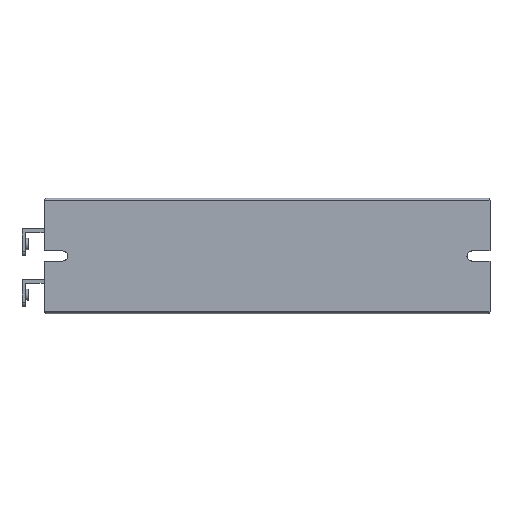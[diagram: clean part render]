
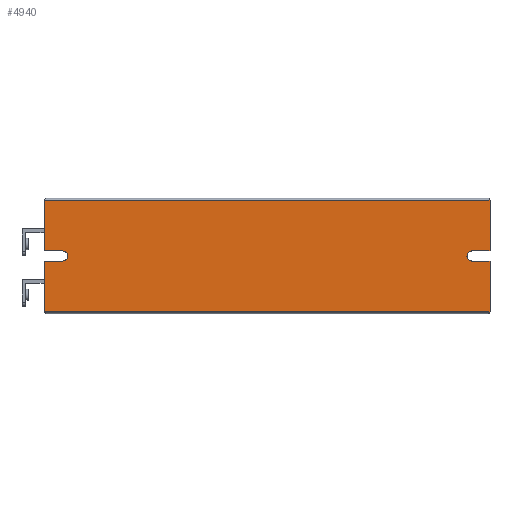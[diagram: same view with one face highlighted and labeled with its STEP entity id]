
A CAD part, front view. The second image highlights one B-rep face of the part: STEP entity #4940.
In plain terms, the highlighted planar face has unit normal (0, -1, 0).
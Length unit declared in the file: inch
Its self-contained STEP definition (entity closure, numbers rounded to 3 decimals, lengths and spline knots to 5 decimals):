
#44 = DIRECTION ( 'NONE',  ( 1., 0., 0. ) ) ;
#107 = DIRECTION ( 'NONE',  ( -1., 0., 0. ) ) ;
#498 = EDGE_CURVE ( 'NONE', #9380, #7551, #2370, .T. ) ;
#510 = LINE ( 'NONE', #7565, #2804 ) ;
#809 = DIRECTION ( 'NONE',  ( 1., 0., 0. ) ) ;
#944 = DIRECTION ( 'NONE',  ( 0., 0., 1. ) ) ;
#1102 = CARTESIAN_POINT ( 'NONE',  ( 4.25197, -1.14173, 0.10433 ) ) ;
#1318 = EDGE_LOOP ( 'NONE', ( #11221, #3368, #4985, #2740, #10501, #2712, #4838, #7006, #3296, #10565, #9949, #1599 ) ) ;
#1325 = DIRECTION ( 'NONE',  ( 0., 0., -1. ) ) ;
#1438 = CARTESIAN_POINT ( 'NONE',  ( -4.62598, -1.14173, -0.10433 ) ) ;
#1439 = CARTESIAN_POINT ( 'NONE',  ( -0.3937, -1.14173, -0.10433 ) ) ;
#1462 = EDGE_CURVE ( 'NONE', #4185, #2475, #1617, .T. ) ;
#1599 = ORIENTED_EDGE ( 'NONE', *, *, #5008, .T. ) ;
#1617 = LINE ( 'NONE', #2723, #9040 ) ;
#1624 = CARTESIAN_POINT ( 'NONE',  ( 4.62598, -1.14173, 0.10433 ) ) ;
#1693 = CARTESIAN_POINT ( 'NONE',  ( -4.25197, -1.14173, -0.10433 ) ) ;
#1738 = DIRECTION ( 'NONE',  ( 0., 0., -1. ) ) ;
#1740 = CARTESIAN_POINT ( 'NONE',  ( 0.3937, -1.14173, 0.10433 ) ) ;
#1849 = VECTOR ( 'NONE', #107, 39.37008 ) ;
#2154 = VERTEX_POINT ( 'NONE', #7305 ) ;
#2254 = LINE ( 'NONE', #1439, #7431 ) ;
#2309 = CARTESIAN_POINT ( 'NONE',  ( 4.62598, -1.14173, 1.16375 ) ) ;
#2323 = FACE_OUTER_BOUND ( 'NONE', #1318, .T. ) ;
#2370 = LINE ( 'NONE', #10236, #9186 ) ;
#2475 = VERTEX_POINT ( 'NONE', #1624 ) ;
#2563 = VERTEX_POINT ( 'NONE', #1102 ) ;
#2712 = ORIENTED_EDGE ( 'NONE', *, *, #8633, .T. ) ;
#2723 = CARTESIAN_POINT ( 'NONE',  ( 4.62598, -1.14173, 1.07874 ) ) ;
#2732 = EDGE_CURVE ( 'NONE', #2154, #5190, #4332, .T. ) ;
#2740 = ORIENTED_EDGE ( 'NONE', *, *, #6376, .T. ) ;
#2804 = VECTOR ( 'NONE', #10059, 39.37008 ) ;
#2959 = EDGE_CURVE ( 'NONE', #4185, #6102, #8902, .T. ) ;
#3179 = CARTESIAN_POINT ( 'NONE',  ( -4.25197, -1.14173, 0. ) ) ;
#3296 = ORIENTED_EDGE ( 'NONE', *, *, #6137, .T. ) ;
#3353 = DIRECTION ( 'NONE',  ( 0., 0., 1. ) ) ;
#3368 = ORIENTED_EDGE ( 'NONE', *, *, #2959, .T. ) ;
#4045 = AXIS2_PLACEMENT_3D ( 'NONE', #9371, #4112, #7640 ) ;
#4112 = DIRECTION ( 'NONE',  ( 0., -1., 0. ) ) ;
#4148 = CIRCLE ( 'NONE', #4319, 0.10433 ) ;
#4185 = VERTEX_POINT ( 'NONE', #2309 ) ;
#4319 = AXIS2_PLACEMENT_3D ( 'NONE', #4938, #9448, #9279 ) ;
#4332 = LINE ( 'NONE', #5316, #5547 ) ;
#4426 = VECTOR ( 'NONE', #809, 39.37008 ) ;
#4650 = CIRCLE ( 'NONE', #11101, 0.10433 ) ;
#4759 = CARTESIAN_POINT ( 'NONE',  ( -4.25197, -1.14173, 0.10433 ) ) ;
#4799 = CARTESIAN_POINT ( 'NONE',  ( 4.25197, -1.14173, -0.10433 ) ) ;
#4838 = ORIENTED_EDGE ( 'NONE', *, *, #498, .F. ) ;
#4938 = CARTESIAN_POINT ( 'NONE',  ( 4.25197, -1.14173, 0. ) ) ;
#4940 = ADVANCED_FACE ( 'NONE', ( #2323 ), #5849, .T. ) ;
#4985 = ORIENTED_EDGE ( 'NONE', *, *, #7529, .T. ) ;
#4997 = LINE ( 'NONE', #9277, #9076 ) ;
#5008 = EDGE_CURVE ( 'NONE', #2563, #2475, #9659, .T. ) ;
#5190 = VERTEX_POINT ( 'NONE', #4799 ) ;
#5192 = VECTOR ( 'NONE', #44, 39.37008 ) ;
#5196 = CARTESIAN_POINT ( 'NONE',  ( -4.62598, -1.14173, 0.10433 ) ) ;
#5316 = CARTESIAN_POINT ( 'NONE',  ( 0.3937, -1.14173, -0.10433 ) ) ;
#5336 = CARTESIAN_POINT ( 'NONE',  ( 4.62598, -1.14173, -1.07874 ) ) ;
#5547 = VECTOR ( 'NONE', #6982, 39.37008 ) ;
#5783 = DIRECTION ( 'NONE',  ( 0., 1., 0. ) ) ;
#5849 = PLANE ( 'NONE',  #4045 ) ;
#6102 = VERTEX_POINT ( 'NONE', #8981 ) ;
#6137 = EDGE_CURVE ( 'NONE', #7944, #2154, #10705, .T. ) ;
#6233 = VERTEX_POINT ( 'NONE', #4759 ) ;
#6235 = LINE ( 'NONE', #9493, #5192 ) ;
#6376 = EDGE_CURVE ( 'NONE', #7589, #6233, #6235, .T. ) ;
#6751 = EDGE_CURVE ( 'NONE', #9380, #7944, #4997, .T. ) ;
#6948 = VERTEX_POINT ( 'NONE', #1693 ) ;
#6982 = DIRECTION ( 'NONE',  ( -1., 0., 0. ) ) ;
#7006 = ORIENTED_EDGE ( 'NONE', *, *, #6751, .T. ) ;
#7305 = CARTESIAN_POINT ( 'NONE',  ( 4.62598, -1.14173, -0.10433 ) ) ;
#7431 = VECTOR ( 'NONE', #8437, 39.37008 ) ;
#7529 = EDGE_CURVE ( 'NONE', #6102, #7589, #510, .T. ) ;
#7544 = EDGE_CURVE ( 'NONE', #6233, #6948, #4650, .T. ) ;
#7551 = VERTEX_POINT ( 'NONE', #1438 ) ;
#7565 = CARTESIAN_POINT ( 'NONE',  ( -4.62598, -1.14173, 1.07874 ) ) ;
#7589 = VERTEX_POINT ( 'NONE', #5196 ) ;
#7640 = DIRECTION ( 'NONE',  ( 0., 0., -1. ) ) ;
#7944 = VERTEX_POINT ( 'NONE', #10843 ) ;
#8037 = CARTESIAN_POINT ( 'NONE',  ( -4.62598, -1.14173, 1.16375 ) ) ;
#8353 = DIRECTION ( 'NONE',  ( 1., 0., 0. ) ) ;
#8437 = DIRECTION ( 'NONE',  ( -1., 0., 0. ) ) ;
#8633 = EDGE_CURVE ( 'NONE', #6948, #7551, #2254, .T. ) ;
#8902 = LINE ( 'NONE', #8037, #1849 ) ;
#8981 = CARTESIAN_POINT ( 'NONE',  ( -4.62598, -1.14173, 1.16375 ) ) ;
#9040 = VECTOR ( 'NONE', #1738, 39.37008 ) ;
#9076 = VECTOR ( 'NONE', #8353, 39.37008 ) ;
#9186 = VECTOR ( 'NONE', #3353, 39.37008 ) ;
#9277 = CARTESIAN_POINT ( 'NONE',  ( -4.62598, -1.14173, -1.16074 ) ) ;
#9279 = DIRECTION ( 'NONE',  ( 0., 0., -1. ) ) ;
#9371 = CARTESIAN_POINT ( 'NONE',  ( 4.33071, -1.14173, 0. ) ) ;
#9380 = VERTEX_POINT ( 'NONE', #9884 ) ;
#9448 = DIRECTION ( 'NONE',  ( 0., 1., 0. ) ) ;
#9493 = CARTESIAN_POINT ( 'NONE',  ( -0.3937, -1.14173, 0.10433 ) ) ;
#9659 = LINE ( 'NONE', #1740, #4426 ) ;
#9884 = CARTESIAN_POINT ( 'NONE',  ( -4.62598, -1.14173, -1.16074 ) ) ;
#9949 = ORIENTED_EDGE ( 'NONE', *, *, #11424, .T. ) ;
#10059 = DIRECTION ( 'NONE',  ( 0., 0., -1. ) ) ;
#10236 = CARTESIAN_POINT ( 'NONE',  ( -4.62598, -1.14173, -1.07874 ) ) ;
#10349 = VECTOR ( 'NONE', #944, 39.37008 ) ;
#10501 = ORIENTED_EDGE ( 'NONE', *, *, #7544, .T. ) ;
#10565 = ORIENTED_EDGE ( 'NONE', *, *, #2732, .T. ) ;
#10705 = LINE ( 'NONE', #5336, #10349 ) ;
#10843 = CARTESIAN_POINT ( 'NONE',  ( 4.62598, -1.14173, -1.16074 ) ) ;
#11101 = AXIS2_PLACEMENT_3D ( 'NONE', #3179, #5783, #1325 ) ;
#11221 = ORIENTED_EDGE ( 'NONE', *, *, #1462, .F. ) ;
#11424 = EDGE_CURVE ( 'NONE', #5190, #2563, #4148, .T. ) ;
